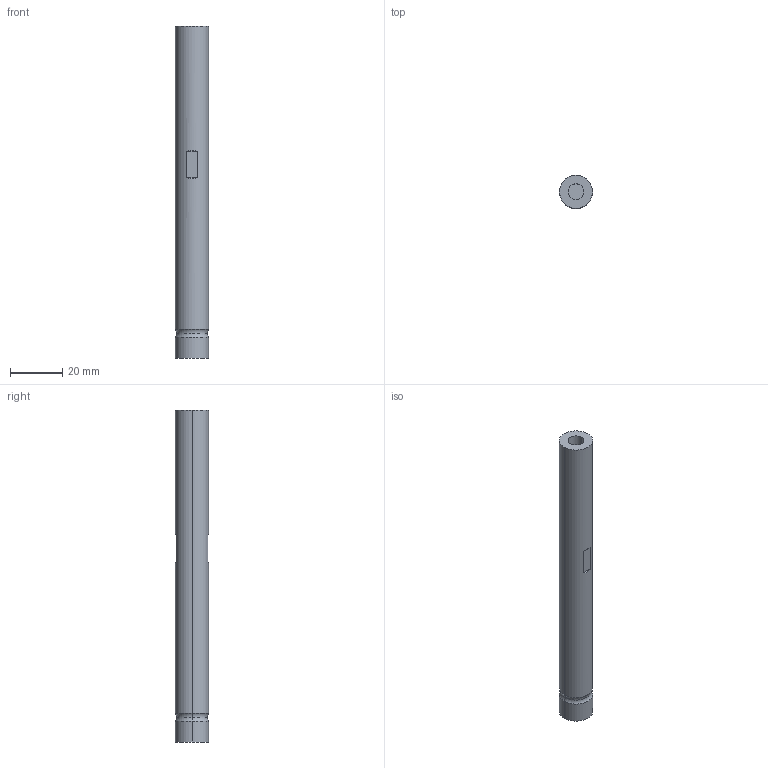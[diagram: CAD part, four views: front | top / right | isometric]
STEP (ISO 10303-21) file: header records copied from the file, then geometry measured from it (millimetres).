
FILE_DESCRIPTION (( 'STEP AP203' ), '1' );
FILE_NAME ('STP-06032.STEP', '2017-02-06T02:29:36', ( '' ), ( '' ), 'SwSTEP 2.0', 'SolidWorks 2015', '' );
FILE_SCHEMA (( 'CONFIG_CONTROL_DESIGN' ));
Length unit declared in the file: millimetre
Products named in the file (1): STP-06032
Bounding box: 12.7 x 12.7 x 127 mm (x, y, z)
Volume: 15343.8 mm3; surface area: 5776.8 mm2
Topology: 1 solids, 1 shells, 22 faces, 42 edges, 26 vertices
Faces by surface type: plane 10, cylinder 8, torus 4
Entity records: 637 total; most frequent: DIRECTION 106, CARTESIAN_POINT 103, ORIENTED_EDGE 84, AXIS2_PLACEMENT_3D 45, EDGE_CURVE 42, EDGE_LOOP 26, VERTEX_POINT 26, ADVANCED_FACE 22
